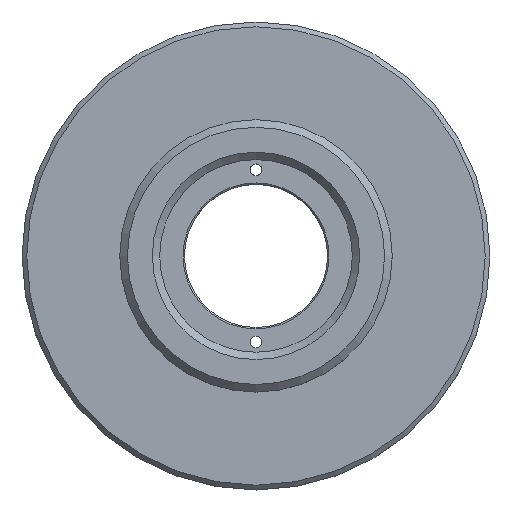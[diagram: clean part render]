
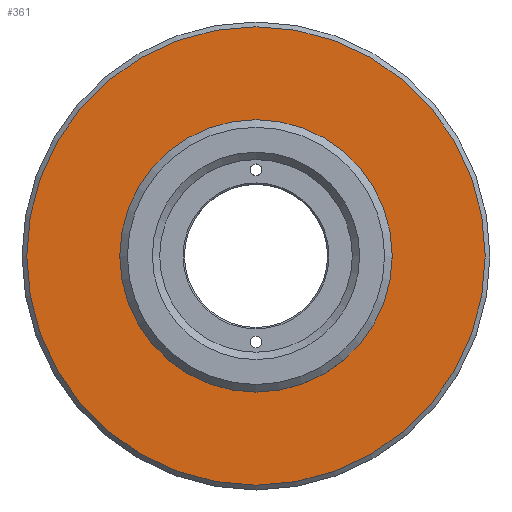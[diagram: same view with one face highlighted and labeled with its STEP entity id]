
A CAD part, top view. The second image highlights one B-rep face of the part: STEP entity #361.
In plain terms, the highlighted planar face has unit normal (0, 0, 1).
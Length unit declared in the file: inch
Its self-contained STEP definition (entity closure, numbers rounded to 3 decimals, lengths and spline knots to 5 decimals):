
#310=CARTESIAN_POINT('',(1.205,0.,-0.23));
#311=VERTEX_POINT('',#310);
#312=CARTESIAN_POINT('',(0.,0.0,-0.23));
#313=DIRECTION('',(0.0,0.0,-1.0));
#314=DIRECTION('',(-1.0,0.0,0.0));
#315=AXIS2_PLACEMENT_3D('',#312,#313,#314);
#316=CIRCLE('',#315,1.205);
#317=EDGE_CURVE('',#311,#311,#316,.T.);
#342=CARTESIAN_POINT('',(0.0,1.045,-0.23));
#343=DIRECTION('',(0.0,0.0,1.0));
#344=DIRECTION('',(1.0,0.0,0.0));
#345=AXIS2_PLACEMENT_3D('',#342,#343,#344);
#346=PLANE('',#345);
#347=ORIENTED_EDGE('',*,*,#317,.F.);
#348=EDGE_LOOP('',(#347));
#349=FACE_OUTER_BOUND('',#348,.T.);
#350=CARTESIAN_POINT('',(0.0,0.675,-0.23));
#351=VERTEX_POINT('',#350);
#352=CARTESIAN_POINT('',(0.0,0.0,-0.23));
#353=DIRECTION('',(0.0,0.0,1.0));
#354=DIRECTION('',(0.0,1.0,0.0));
#355=AXIS2_PLACEMENT_3D('',#352,#353,#354);
#356=CIRCLE('',#355,0.675);
#357=EDGE_CURVE('',#351,#351,#356,.T.);
#358=ORIENTED_EDGE('',*,*,#357,.F.);
#359=EDGE_LOOP('',(#358));
#360=FACE_BOUND('',#359,.T.);
#361=ADVANCED_FACE('',(#349,#360),#346,.T.);
